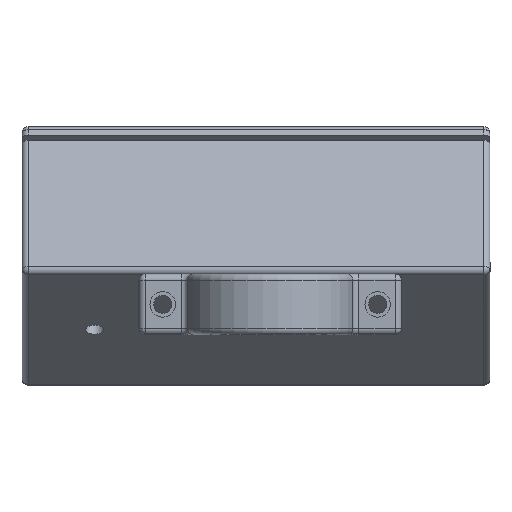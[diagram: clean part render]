
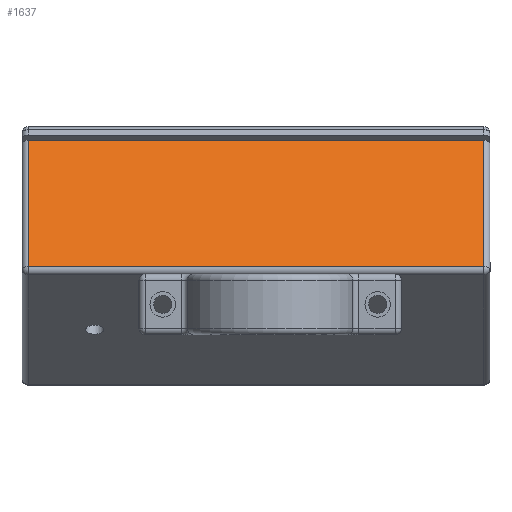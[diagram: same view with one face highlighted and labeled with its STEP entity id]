
A CAD part, front view. The second image highlights one B-rep face of the part: STEP entity #1637.
In plain terms, the highlighted face is planar.
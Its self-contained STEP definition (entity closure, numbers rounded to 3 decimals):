
#58 = ORIENTED_EDGE ( 'NONE', *, *, #5047, .T. ) ;
#208 = PLANE ( 'NONE',  #1394 ) ;
#439 = VECTOR ( 'NONE', #1013, 1000. ) ;
#614 = VERTEX_POINT ( 'NONE', #986 ) ;
#637 = EDGE_CURVE ( 'NONE', #614, #3760, #2180, .T. ) ;
#775 = DIRECTION ( 'NONE',  ( 0., 0., 1. ) ) ;
#780 = EDGE_CURVE ( 'NONE', #4114, #614, #3485, .T. ) ;
#923 = ORIENTED_EDGE ( 'NONE', *, *, #780, .T. ) ;
#986 = CARTESIAN_POINT ( 'NONE',  ( 19.05, 1., -37.54 ) ) ;
#1013 = DIRECTION ( 'NONE',  ( 0., 1., 0. ) ) ;
#1042 = CARTESIAN_POINT ( 'NONE',  ( 19.05, 25., -38.54 ) ) ;
#1257 = VECTOR ( 'NONE', #775, 1000. ) ;
#1394 = AXIS2_PLACEMENT_3D ( 'NONE', #1042, #1825, #3023 ) ;
#1494 = CARTESIAN_POINT ( 'NONE',  ( 19.05, 1., 37.54 ) ) ;
#1592 = CARTESIAN_POINT ( 'NONE',  ( 19.05, 1., -38.54 ) ) ;
#1637 = ADVANCED_FACE ( 'NONE', ( #5006 ), #208, .F. ) ;
#1690 = VECTOR ( 'NONE', #4333, 1000. ) ;
#1825 = DIRECTION ( 'NONE',  ( -1., 0., 0. ) ) ;
#1895 = LINE ( 'NONE', #5156, #2156 ) ;
#2002 = DIRECTION ( 'NONE',  ( 0., -1., 0. ) ) ;
#2042 = EDGE_LOOP ( 'NONE', ( #2492, #58, #2698, #923 ) ) ;
#2156 = VECTOR ( 'NONE', #2002, 1000. ) ;
#2180 = LINE ( 'NONE', #3836, #439 ) ;
#2356 = CARTESIAN_POINT ( 'NONE',  ( 19.05, 25., -38.54 ) ) ;
#2492 = ORIENTED_EDGE ( 'NONE', *, *, #637, .T. ) ;
#2698 = ORIENTED_EDGE ( 'NONE', *, *, #4649, .T. ) ;
#3023 = DIRECTION ( 'NONE',  ( 0., 0., 1. ) ) ;
#3309 = VERTEX_POINT ( 'NONE', #3439 ) ;
#3439 = CARTESIAN_POINT ( 'NONE',  ( 19.05, 25., 37.54 ) ) ;
#3485 = LINE ( 'NONE', #1592, #1690 ) ;
#3760 = VERTEX_POINT ( 'NONE', #4665 ) ;
#3836 = CARTESIAN_POINT ( 'NONE',  ( 19.05, 25., -37.54 ) ) ;
#3991 = LINE ( 'NONE', #2356, #1257 ) ;
#4114 = VERTEX_POINT ( 'NONE', #1494 ) ;
#4333 = DIRECTION ( 'NONE',  ( 0., 0., -1. ) ) ;
#4649 = EDGE_CURVE ( 'NONE', #3309, #4114, #1895, .T. ) ;
#4665 = CARTESIAN_POINT ( 'NONE',  ( 19.05, 25., -37.54 ) ) ;
#5006 = FACE_OUTER_BOUND ( 'NONE', #2042, .T. ) ;
#5047 = EDGE_CURVE ( 'NONE', #3760, #3309, #3991, .T. ) ;
#5156 = CARTESIAN_POINT ( 'NONE',  ( 19.05, 25., 37.54 ) ) ;
